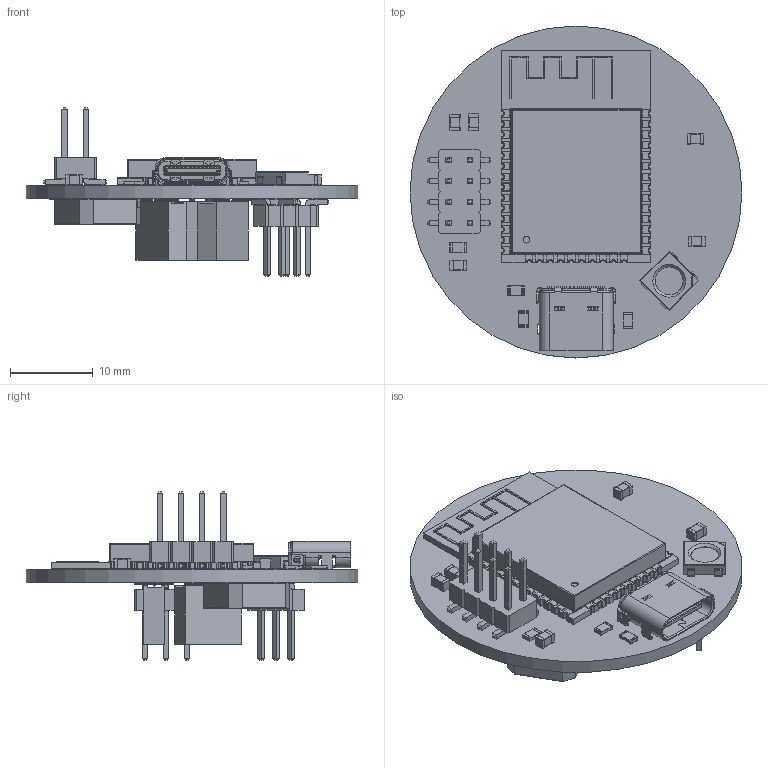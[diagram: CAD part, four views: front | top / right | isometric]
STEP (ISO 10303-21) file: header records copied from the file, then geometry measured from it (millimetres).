
FILE_DESCRIPTION(('KiCad electronic assembly'),'2;1');
FILE_NAME('FabLight.step','2023-03-23T02:04:57',('Pcbnew'),('Kicad'), 'Open CASCADE STEP processor 7.6','KiCad to STEP converter','Unknown' );
FILE_SCHEMA(('AUTOMOTIVE_DESIGN { 1 0 10303 214 1 1 1 1 }'));
Length unit declared in the file: millimetre
Products named in the file (22): FabLight 1; LED_WS2812B_PLCC4_5.0x5.0mm_P3.2mm; SOLID; R_0805_2012Metric; C_0805_2012Metric; PinHeader_2x04_P2.54mm_Vertical_SMD; ESP32-WROOM-32; USB4105-GF-A; COMPOUND; PinSocket_1x03_P2.54mm_Vertical_SMD_Pin1Left; PinHeader_1x03_P2.54mm_Vertical_SMD_Pin1Left; PUIAudio_SMT_0825_S_4_R; PinHeader_2x03_P2.54mm_Vertical_SMD; FabLight PCB
Assembly tree (30 placements, depth 3):
  FabLight 1
    LED_WS2812B_PLCC4_5.0x5.0mm_P3.2mm
      SOLID
    R_0805_2012Metric  x4
      SOLID
    C_0805_2012Metric  x5
      SOLID
    PinHeader_2x04_P2.54mm_Vertical_SMD
      SOLID
    ESP32-WROOM-32
      SOLID
    USB4105-GF-A
      COMPOUND
    PinSocket_1x03_P2.54mm_Vertical_SMD_Pin1Left  x3
      SOLID
    PinHeader_1x03_P2.54mm_Vertical_SMD_Pin1Left
      SOLID
    PUIAudio_SMT_0825_S_4_R
      SOLID
    PinHeader_2x03_P2.54mm_Vertical_SMD
      SOLID
    FabLight PCB
Bounding box: 40 x 40 x 20.3 mm (x, y, z)
Volume: 4097.5 mm3; surface area: 6462.6 mm2
Topology: 63 solids, 64 shells, 2941 faces, 7567 edges, 4814 vertices
Faces by surface type: bspline 2911, cylinder 20, plane 10
Full cylindrical faces by diameter (mm): 0.2 x9, 0.65 x2, 40 x1
Entity records: 153143 total; most frequent: CARTESIAN_POINT 58509, B_SPLINE_CURVE_WITH_KNOTS 16949, ORIENTED_EDGE 12990, PCURVE 12990, DEFINITIONAL_REPRESENTATION 12990, EDGE_CURVE 6495, SURFACE_CURVE 6478, VERTEX_POINT 4122
